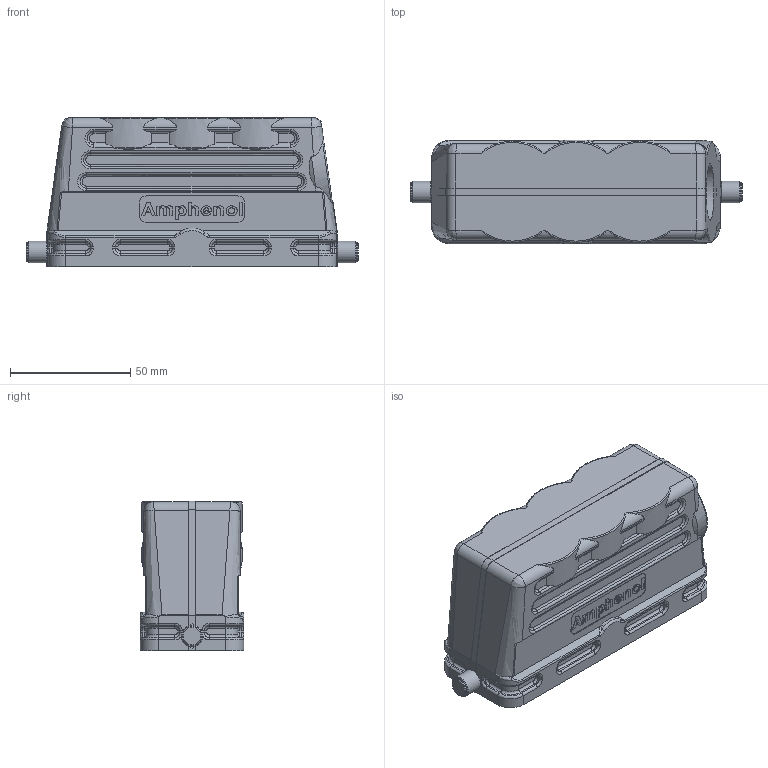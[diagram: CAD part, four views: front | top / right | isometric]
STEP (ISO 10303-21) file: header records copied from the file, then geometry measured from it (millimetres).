
FILE_DESCRIPTION(/* description */ (''),/* implementation_level */ '2;1');
FILE_NAME(/* name */ 'C146_21R024_556_1.stp',/* time_stamp */ '2016-06-22T13:52:40+02:00',/* author */ (''),/* organization */ (''),/* preprocessor_version */ 'ST-DEVELOPER v15',/* originating_system */ 'SIEMENS PLM Software NX 9.0',/* authorisation */ '');
FILE_SCHEMA (('CONFIG_CONTROL_DESIGN'));
Length unit declared in the file: millimetre
Products named in the file (1): c3d-c146 21r024 556 1nxm001-01
Bounding box: 138 x 43 x 62.3 mm (x, y, z)
Volume: 64331.7 mm3; surface area: 46092.7 mm2
Topology: 1 solids, 1 shells, 752 faces, 1900 edges, 1180 vertices
Faces by surface type: plane 269, cylinder 216, bspline 189, cone 52, extrusion 22, torus 4
Full cylindrical faces by diameter (mm): 2.5 x4, 2.9 x2, 7.5 x4, 8 x2, 9 x2, 23.539 x1
Entity records: 27045 total; most frequent: CARTESIAN_POINT 10512, ORIENTED_EDGE 3638, DIRECTION 3089, EDGE_CURVE 1819, VERTEX_POINT 1161, AXIS2_PLACEMENT_3D 1076, VECTOR 937, LINE 915
